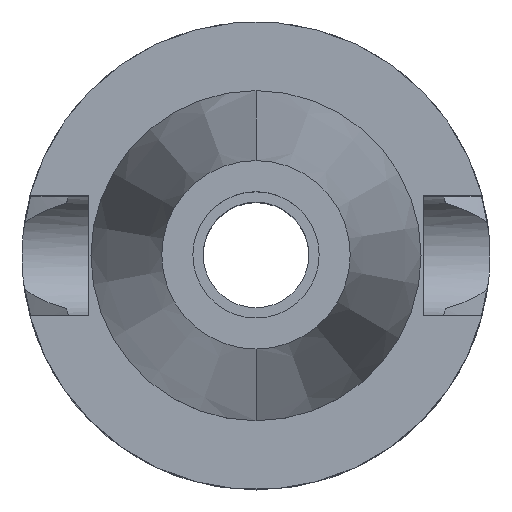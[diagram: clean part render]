
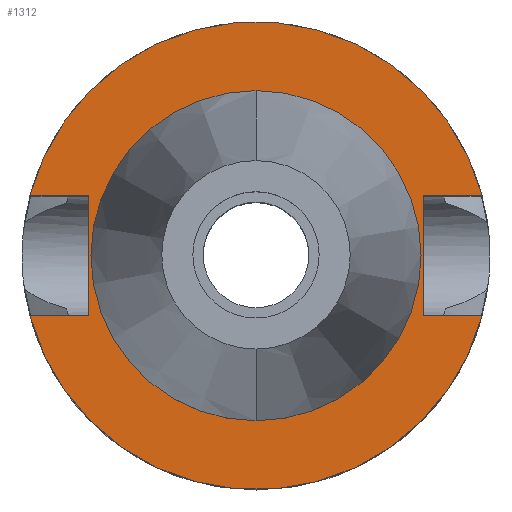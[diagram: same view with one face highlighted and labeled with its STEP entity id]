
A CAD part, top view. The second image highlights one B-rep face of the part: STEP entity #1312.
In plain terms, the highlighted planar face has unit normal (0, 0, 1).
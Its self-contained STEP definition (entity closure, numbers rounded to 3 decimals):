
#22 = CARTESIAN_POINT ( 'NONE',  ( 0., 0., -2. ) ) ;
#67 = CARTESIAN_POINT ( 'NONE',  ( -30.454, 8.05, -2. ) ) ;
#71 = ORIENTED_EDGE ( 'NONE', *, *, #1777, .F. ) ;
#129 = DIRECTION ( 'NONE',  ( -1., 0., 0. ) ) ;
#143 = PLANE ( 'NONE',  #1484 ) ;
#169 = CIRCLE ( 'NONE', #2922, 22.225 ) ;
#180 = VERTEX_POINT ( 'NONE', #1710 ) ;
#205 = EDGE_CURVE ( 'NONE', #2505, #3370, #1963, .T. ) ;
#282 = DIRECTION ( 'NONE',  ( 0., 0., -1. ) ) ;
#392 = FACE_BOUND ( 'NONE', #398, .T. ) ;
#398 = EDGE_LOOP ( 'NONE', ( #71, #2460 ) ) ;
#409 = CARTESIAN_POINT ( 'NONE',  ( -22.5, -8.05, -2. ) ) ;
#419 = VERTEX_POINT ( 'NONE', #966 ) ;
#444 = CIRCLE ( 'NONE', #3146, 22.225 ) ;
#493 = ORIENTED_EDGE ( 'NONE', *, *, #2322, .T. ) ;
#508 = ORIENTED_EDGE ( 'NONE', *, *, #1685, .F. ) ;
#525 = EDGE_CURVE ( 'NONE', #2699, #681, #1278, .T. ) ;
#590 = AXIS2_PLACEMENT_3D ( 'NONE', #2644, #1283, #2362 ) ;
#662 = EDGE_CURVE ( 'NONE', #180, #1078, #169, .T. ) ;
#670 = LINE ( 'NONE', #2303, #2843 ) ;
#681 = VERTEX_POINT ( 'NONE', #3363 ) ;
#698 = CARTESIAN_POINT ( 'NONE',  ( 22.5, 8.05, -2. ) ) ;
#828 = ORIENTED_EDGE ( 'NONE', *, *, #1362, .F. ) ;
#857 = CARTESIAN_POINT ( 'NONE',  ( -22.5, 8.05, -2. ) ) ;
#872 = VERTEX_POINT ( 'NONE', #2079 ) ;
#947 = FACE_OUTER_BOUND ( 'NONE', #2313, .T. ) ;
#961 = VECTOR ( 'NONE', #129, 1000. ) ;
#962 = CARTESIAN_POINT ( 'NONE',  ( 0., 0., -2. ) ) ;
#963 = DIRECTION ( 'NONE',  ( 1., 0., 0. ) ) ;
#966 = CARTESIAN_POINT ( 'NONE',  ( 22.5, -8.05, -2. ) ) ;
#1078 = VERTEX_POINT ( 'NONE', #2210 ) ;
#1106 = VERTEX_POINT ( 'NONE', #1915 ) ;
#1115 = EDGE_CURVE ( 'NONE', #3370, #2699, #1439, .T. ) ;
#1154 = AXIS2_PLACEMENT_3D ( 'NONE', #3007, #282, #3507 ) ;
#1205 = DIRECTION ( 'NONE',  ( 0., 0., -1. ) ) ;
#1270 = LINE ( 'NONE', #698, #2794 ) ;
#1278 = CIRCLE ( 'NONE', #590, 31.5 ) ;
#1283 = DIRECTION ( 'NONE',  ( 0., 0., -1. ) ) ;
#1312 = ADVANCED_FACE ( 'NONE', ( #947, #392 ), #143, .F. ) ;
#1316 = EDGE_CURVE ( 'NONE', #2505, #872, #3375, .T. ) ;
#1322 = ORIENTED_EDGE ( 'NONE', *, *, #3015, .F. ) ;
#1362 = EDGE_CURVE ( 'NONE', #1106, #419, #670, .T. ) ;
#1439 = LINE ( 'NONE', #857, #2152 ) ;
#1474 = LINE ( 'NONE', #2006, #3090 ) ;
#1484 = AXIS2_PLACEMENT_3D ( 'NONE', #962, #1205, #1520 ) ;
#1520 = DIRECTION ( 'NONE',  ( 0., -1., 0. ) ) ;
#1641 = ORIENTED_EDGE ( 'NONE', *, *, #1316, .T. ) ;
#1685 = EDGE_CURVE ( 'NONE', #419, #2955, #1474, .T. ) ;
#1710 = CARTESIAN_POINT ( 'NONE',  ( 0., -22.225, -2. ) ) ;
#1777 = EDGE_CURVE ( 'NONE', #1078, #180, #444, .T. ) ;
#1823 = CARTESIAN_POINT ( 'NONE',  ( 0., 0., -2. ) ) ;
#1915 = CARTESIAN_POINT ( 'NONE',  ( 22.5, 8.05, -2. ) ) ;
#1963 = LINE ( 'NONE', #3311, #3106 ) ;
#2006 = CARTESIAN_POINT ( 'NONE',  ( 22.5, -8.05, -2. ) ) ;
#2034 = ORIENTED_EDGE ( 'NONE', *, *, #205, .F. ) ;
#2079 = CARTESIAN_POINT ( 'NONE',  ( -30.454, -8.05, -2. ) ) ;
#2152 = VECTOR ( 'NONE', #3287, 1000. ) ;
#2153 = ORIENTED_EDGE ( 'NONE', *, *, #1115, .F. ) ;
#2210 = CARTESIAN_POINT ( 'NONE',  ( 0., 22.225, -2. ) ) ;
#2303 = CARTESIAN_POINT ( 'NONE',  ( 22.5, 8.05, -2. ) ) ;
#2313 = EDGE_LOOP ( 'NONE', ( #1641, #1322, #508, #828, #493, #3169, #2153, #2034 ) ) ;
#2322 = EDGE_CURVE ( 'NONE', #1106, #681, #1270, .T. ) ;
#2337 = DIRECTION ( 'NONE',  ( 0., 0., 1. ) ) ;
#2362 = DIRECTION ( 'NONE',  ( 0., 1., 0. ) ) ;
#2389 = CARTESIAN_POINT ( 'NONE',  ( -22.5, 8.05, -2. ) ) ;
#2420 = CARTESIAN_POINT ( 'NONE',  ( -22.5, -8.05, -2. ) ) ;
#2460 = ORIENTED_EDGE ( 'NONE', *, *, #662, .F. ) ;
#2505 = VERTEX_POINT ( 'NONE', #2420 ) ;
#2519 = DIRECTION ( 'NONE',  ( 0., 0., 1. ) ) ;
#2644 = CARTESIAN_POINT ( 'NONE',  ( 0., 0., -2. ) ) ;
#2699 = VERTEX_POINT ( 'NONE', #67 ) ;
#2740 = DIRECTION ( 'NONE',  ( 0., 1., 0. ) ) ;
#2790 = DIRECTION ( 'NONE',  ( 0., -1., 0. ) ) ;
#2794 = VECTOR ( 'NONE', #3462, 1000. ) ;
#2843 = VECTOR ( 'NONE', #3423, 1000. ) ;
#2922 = AXIS2_PLACEMENT_3D ( 'NONE', #22, #2519, #2790 ) ;
#2955 = VERTEX_POINT ( 'NONE', #3537 ) ;
#3007 = CARTESIAN_POINT ( 'NONE',  ( 0., 0., -2. ) ) ;
#3015 = EDGE_CURVE ( 'NONE', #2955, #872, #3446, .T. ) ;
#3090 = VECTOR ( 'NONE', #963, 1000. ) ;
#3106 = VECTOR ( 'NONE', #2740, 1000. ) ;
#3146 = AXIS2_PLACEMENT_3D ( 'NONE', #1823, #2337, #3175 ) ;
#3169 = ORIENTED_EDGE ( 'NONE', *, *, #525, .F. ) ;
#3175 = DIRECTION ( 'NONE',  ( 0., 1., 0. ) ) ;
#3287 = DIRECTION ( 'NONE',  ( -1., 0., 0. ) ) ;
#3311 = CARTESIAN_POINT ( 'NONE',  ( -22.5, -8.05, -2. ) ) ;
#3363 = CARTESIAN_POINT ( 'NONE',  ( 30.454, 8.05, -2. ) ) ;
#3370 = VERTEX_POINT ( 'NONE', #2389 ) ;
#3375 = LINE ( 'NONE', #409, #961 ) ;
#3423 = DIRECTION ( 'NONE',  ( 0., -1., 0. ) ) ;
#3446 = CIRCLE ( 'NONE', #1154, 31.5 ) ;
#3462 = DIRECTION ( 'NONE',  ( 1., 0., 0. ) ) ;
#3507 = DIRECTION ( 'NONE',  ( 0., -1., 0. ) ) ;
#3537 = CARTESIAN_POINT ( 'NONE',  ( 30.454, -8.05, -2. ) ) ;
